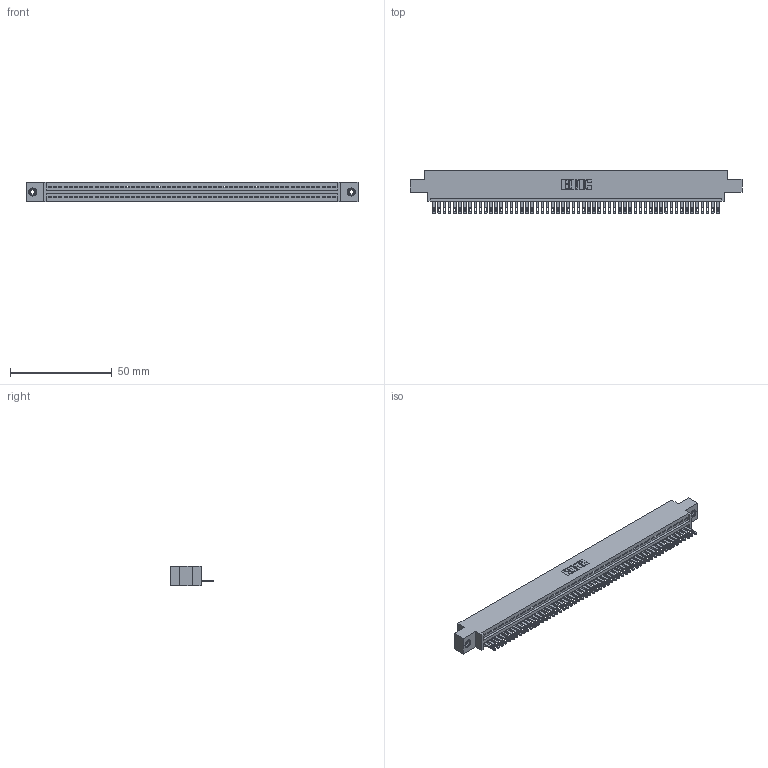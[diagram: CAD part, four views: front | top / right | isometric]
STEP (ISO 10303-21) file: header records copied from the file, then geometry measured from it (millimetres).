
FILE_DESCRIPTION (( 'STEP AP203' ), '1' );
FILE_NAME ('345-056-500-608.STEP', '2019-10-10T04:56:21', ( '' ), ( '' ), 'SwSTEP 2.0', 'SolidWorks 2016', '' );
FILE_SCHEMA (( 'CONFIG_CONTROL_DESIGN' ));
Length unit declared in the file: inch
Products named in the file (4): 345-292-001_345-293-100; 345 Part_0.170 Offset - 0.156 Dia-TI; 345-056-500-608; 345-250-001_345-250-003-102
Assembly tree (59 placements, depth 2):
  345-056-500-608
    345 Part_0.170 Offset - 0.156 Dia-TI
    345-292-001_345-293-100  x56
    345-250-001_345-250-003-102  x2
Bounding box: 163.45 x 21.51 x 9.4 mm (x, y, z)
Volume: 15554 mm3; surface area: 21131.6 mm2
Topology: 59 solids, 59 shells, 3214 faces, 9897 edges, 6590 vertices
Faces by surface type: plane 2020, cylinder 1178, cone 12, torus 4
Entity records: 41510 total; most frequent: CARTESIAN_POINT 7171, ORIENTED_EDGE 7154, DIRECTION 6271, EDGE_CURVE 3577, VECTOR 3197, LINE 3197, VERTEX_POINT 2380, AXIS2_PLACEMENT_3D 1537
